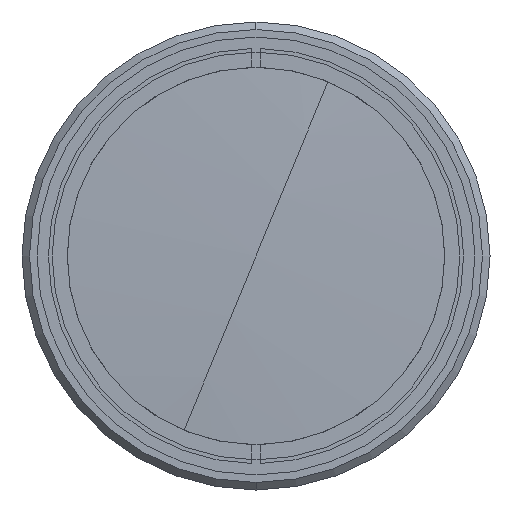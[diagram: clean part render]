
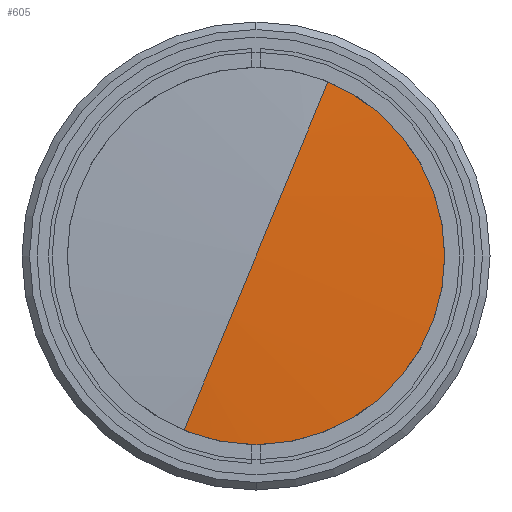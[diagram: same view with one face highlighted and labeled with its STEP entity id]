
A CAD part, left-side view. The second image highlights one B-rep face of the part: STEP entity #605.
In plain terms, the highlighted spherical face has radius 461.2 mm.
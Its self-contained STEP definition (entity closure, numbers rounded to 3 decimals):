
#45 = DIRECTION ( 'NONE',  ( 0., 0.382, -0.924 ) ) ;
#94 = CARTESIAN_POINT ( 'NONE',  ( 462.871, 0., 0. ) ) ;
#197 = AXIS2_PLACEMENT_3D ( 'NONE', #1191, #1745, #45 ) ;
#285 = DIRECTION ( 'NONE',  ( 0., -0.382, 0.924 ) ) ;
#341 = ORIENTED_EDGE ( 'NONE', *, *, #1475, .T. ) ;
#537 = CARTESIAN_POINT ( 'NONE',  ( 1.671, 0., 0. ) ) ;
#575 = FACE_OUTER_BOUND ( 'NONE', #981, .T. ) ;
#605 = ADVANCED_FACE ( 'NONE', ( #575 ), #1594, .T. ) ;
#717 = DIRECTION ( 'NONE',  ( 0., -0.924, -0.382 ) ) ;
#840 = CARTESIAN_POINT ( 'NONE',  ( 2.405, 0., 0. ) ) ;
#981 = EDGE_LOOP ( 'NONE', ( #1501, #341, #982 ) ) ;
#982 = ORIENTED_EDGE ( 'NONE', *, *, #2056, .F. ) ;
#1045 = DIRECTION ( 'NONE',  ( 0., 0.924, 0.382 ) ) ;
#1090 = AXIS2_PLACEMENT_3D ( 'NONE', #1860, #717, #2044 ) ;
#1191 = CARTESIAN_POINT ( 'NONE',  ( 462.871, 0., 0. ) ) ;
#1244 = AXIS2_PLACEMENT_3D ( 'NONE', #840, #2157, #1045 ) ;
#1349 = VERTEX_POINT ( 'NONE', #1812 ) ;
#1367 = CIRCLE ( 'NONE', #2004, 461.2 ) ;
#1389 = CARTESIAN_POINT ( 'NONE',  ( 2.405, 9.928, -24.03 ) ) ;
#1427 = DIRECTION ( 'NONE',  ( 0., 0.924, 0.382 ) ) ;
#1429 = CIRCLE ( 'NONE', #1244, 26. ) ;
#1431 = CIRCLE ( 'NONE', #1090, 461.2 ) ;
#1475 = EDGE_CURVE ( 'NONE', #1349, #1553, #1431, .T. ) ;
#1501 = ORIENTED_EDGE ( 'NONE', *, *, #1985, .T. ) ;
#1553 = VERTEX_POINT ( 'NONE', #537 ) ;
#1594 = SPHERICAL_SURFACE ( 'NONE', #197, 461.2 ) ;
#1745 = DIRECTION ( 'NONE',  ( 0., -0.924, -0.382 ) ) ;
#1812 = CARTESIAN_POINT ( 'NONE',  ( 2.405, -9.928, 24.03 ) ) ;
#1860 = CARTESIAN_POINT ( 'NONE',  ( 462.871, 0., 0. ) ) ;
#1985 = EDGE_CURVE ( 'NONE', #2436, #1349, #1429, .T. ) ;
#2004 = AXIS2_PLACEMENT_3D ( 'NONE', #94, #1427, #285 ) ;
#2044 = DIRECTION ( 'NONE',  ( 0., 0.382, -0.924 ) ) ;
#2056 = EDGE_CURVE ( 'NONE', #2436, #1553, #1367, .T. ) ;
#2157 = DIRECTION ( 'NONE',  ( -1., 0., 0. ) ) ;
#2436 = VERTEX_POINT ( 'NONE', #1389 ) ;
